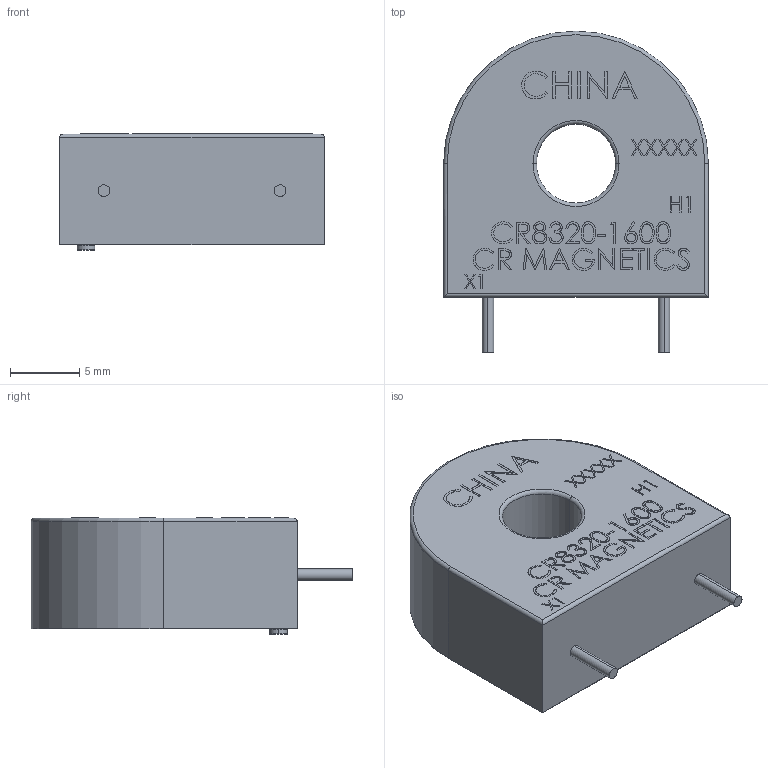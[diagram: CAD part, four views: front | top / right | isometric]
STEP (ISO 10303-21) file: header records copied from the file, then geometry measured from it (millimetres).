
FILE_DESCRIPTION (( 'STEP AP203' ), '1' );
FILE_NAME ('CR8320-1600.STEP', '2023-08-07T15:13:20', ( '' ), ( '' ), 'SwSTEP 2.0', 'SolidWorks 2022', '' );
FILE_SCHEMA (( 'CONFIG_CONTROL_DESIGN' ));
Length unit declared in the file: millimetre
Products named in the file (1): CR8320-1600
Bounding box: 19.1 x 23.2 x 8.4 mm (x, y, z)
Volume: 2371.5 mm3; surface area: 1321.5 mm2
Topology: 1 solids, 1 shells, 477 faces, 1256 edges, 832 vertices
Faces by surface type: plane 305, bspline 143, cylinder 15, torus 14
Entity records: 23193 total; most frequent: CARTESIAN_POINT 12257, ORIENTED_EDGE 2512, DIRECTION 1688, EDGE_CURVE 1256, VECTOR 914, LINE 914, VERTEX_POINT 832, EDGE_LOOP 530
